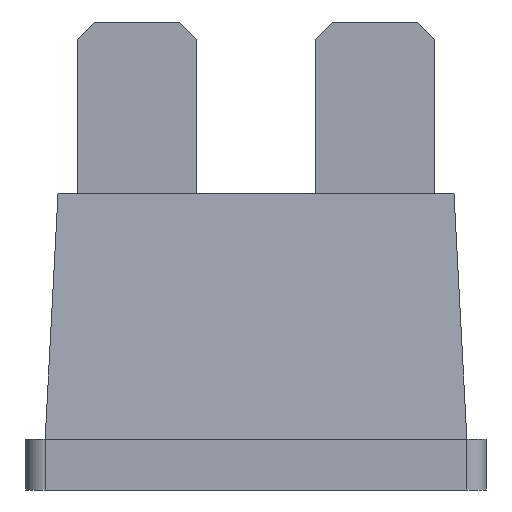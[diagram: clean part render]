
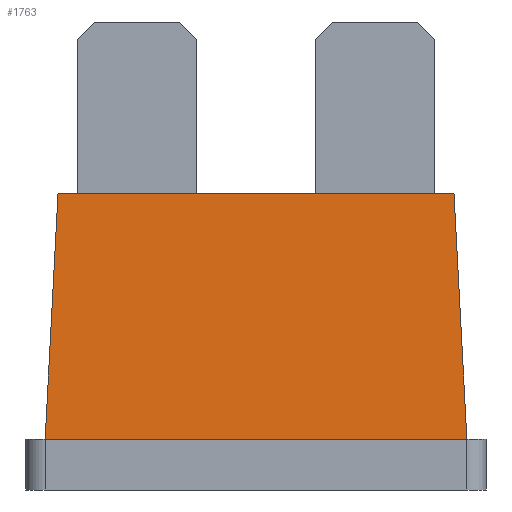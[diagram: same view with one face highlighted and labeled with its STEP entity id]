
A CAD part, front view. The second image highlights one B-rep face of the part: STEP entity #1763.
In plain terms, the highlighted planar face has unit normal (0, -0.999, 0.052).
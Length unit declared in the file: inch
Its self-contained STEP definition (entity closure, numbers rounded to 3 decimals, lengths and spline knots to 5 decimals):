
#155 = EDGE_CURVE ( 'NONE', #1898, #2047, #1636, .T. ) ;
#559 = CARTESIAN_POINT ( 'NONE',  ( -0.34375, -0.06875, 0.083 ) ) ;
#648 = VECTOR ( 'NONE', #1520, 39.37008 ) ;
#660 = DIRECTION ( 'NONE',  ( 1., 0., 0. ) ) ;
#690 = ORIENTED_EDGE ( 'NONE', *, *, #2400, .T. ) ;
#760 = LINE ( 'NONE', #784, #1483 ) ;
#784 = CARTESIAN_POINT ( 'NONE',  ( 0.34375, -0.06875, 0.083 ) ) ;
#837 = CARTESIAN_POINT ( 'NONE',  ( -0.34375, -0.06875, 0.083 ) ) ;
#857 = LINE ( 'NONE', #837, #2303 ) ;
#927 = DIRECTION ( 'NONE',  ( 0., -0.999, 0.052 ) ) ;
#990 = ORIENTED_EDGE ( 'NONE', *, *, #155, .F. ) ;
#1119 = DIRECTION ( 'NONE',  ( 0.052, -0.052, -0.997 ) ) ;
#1226 = CARTESIAN_POINT ( 'NONE',  ( 0.34375, -0.06875, 0.083 ) ) ;
#1246 = EDGE_LOOP ( 'NONE', ( #3585, #1578, #990, #690 ) ) ;
#1483 = VECTOR ( 'NONE', #1119, 39.37008 ) ;
#1520 = DIRECTION ( 'NONE',  ( 1., 0., 0. ) ) ;
#1578 = ORIENTED_EDGE ( 'NONE', *, *, #2494, .F. ) ;
#1633 = VECTOR ( 'NONE', #660, 39.37008 ) ;
#1636 = LINE ( 'NONE', #1797, #648 ) ;
#1638 = CARTESIAN_POINT ( 'NONE',  ( -0.32279, -0.04779, 0.483 ) ) ;
#1740 = VERTEX_POINT ( 'NONE', #1226 ) ;
#1763 = ADVANCED_FACE ( 'NONE', ( #4063 ), #2236, .T. ) ;
#1797 = CARTESIAN_POINT ( 'NONE',  ( -0.34375, -0.04779, 0.483 ) ) ;
#1847 = EDGE_CURVE ( 'NONE', #3688, #1740, #3686, .T. ) ;
#1898 = VERTEX_POINT ( 'NONE', #1638 ) ;
#2047 = VERTEX_POINT ( 'NONE', #3351 ) ;
#2214 = CARTESIAN_POINT ( 'NONE',  ( -0.34375, -0.06875, 0.083 ) ) ;
#2236 = PLANE ( 'NONE',  #3956 ) ;
#2303 = VECTOR ( 'NONE', #3130, 39.37008 ) ;
#2400 = EDGE_CURVE ( 'NONE', #1898, #3688, #857, .T. ) ;
#2494 = EDGE_CURVE ( 'NONE', #2047, #1740, #760, .T. ) ;
#2672 = CARTESIAN_POINT ( 'NONE',  ( -0.34375, -0.06875, 0.083 ) ) ;
#3130 = DIRECTION ( 'NONE',  ( -0.052, -0.052, -0.997 ) ) ;
#3255 = DIRECTION ( 'NONE',  ( 0., -0.052, -0.999 ) ) ;
#3351 = CARTESIAN_POINT ( 'NONE',  ( 0.32279, -0.04779, 0.483 ) ) ;
#3585 = ORIENTED_EDGE ( 'NONE', *, *, #1847, .T. ) ;
#3686 = LINE ( 'NONE', #2672, #1633 ) ;
#3688 = VERTEX_POINT ( 'NONE', #2214 ) ;
#3956 = AXIS2_PLACEMENT_3D ( 'NONE', #559, #927, #3255 ) ;
#4063 = FACE_OUTER_BOUND ( 'NONE', #1246, .T. ) ;
